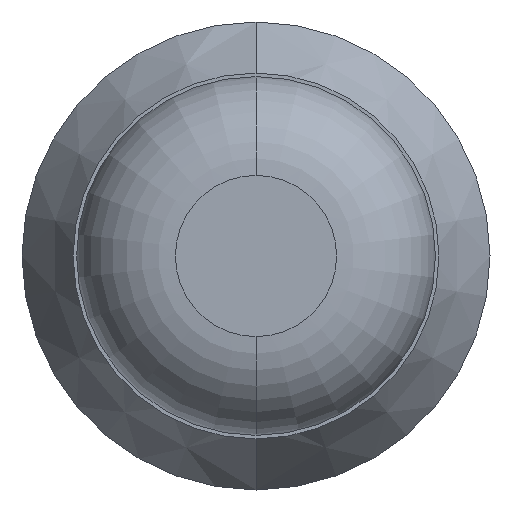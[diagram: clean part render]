
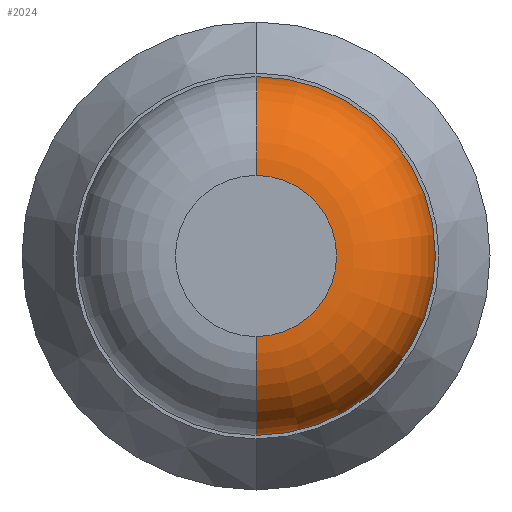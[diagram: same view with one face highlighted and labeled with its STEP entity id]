
A CAD part, front view. The second image highlights one B-rep face of the part: STEP entity #2024.
In plain terms, the highlighted toroidal (fillet/blend) face has major radius 0.155 mm and minor radius 0.19 mm.
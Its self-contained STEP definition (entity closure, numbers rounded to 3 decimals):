
#118 = AXIS2_PLACEMENT_3D ( 'NONE', #158, #2463, #816 ) ;
#134 = CARTESIAN_POINT ( 'NONE',  ( 0., -12.51, 0.345 ) ) ;
#158 = CARTESIAN_POINT ( 'NONE',  ( 0., -12.51, 0. ) ) ;
#267 = AXIS2_PLACEMENT_3D ( 'NONE', #4106, #1787, #3822 ) ;
#296 = EDGE_CURVE ( 'Defeature ausgef�hrt1_3+Defeature ausgef�hrt1_4+Defeature ausgef�hrt1_4+Defeature ausgef�hrt1_4', #575, #3626, #4199, .T. ) ;
#574 = EDGE_CURVE ( 'Defeature ausgef�hrt1_1+Defeature ausgef�hrt1_3+Defeature ausgef�hrt1_3+Defeature ausgef�hrt1_3', #3621, #3111, #2841, .T. ) ;
#575 = VERTEX_POINT ( 'NONE', #832 ) ;
#816 = DIRECTION ( 'NONE',  ( 0., 0., 1. ) ) ;
#832 = CARTESIAN_POINT ( 'NONE',  ( 0., -12.7, 0.155 ) ) ;
#878 = CIRCLE ( 'NONE', #3852, 0.19 ) ;
#959 = EDGE_LOOP ( 'NONE', ( #2633, #3742, #3097, #1063 ) ) ;
#1063 = ORIENTED_EDGE ( 'NONE', *, *, #4027, .F. ) ;
#1101 = DIRECTION ( 'NONE',  ( -1., 0., 0. ) ) ;
#1404 = AXIS2_PLACEMENT_3D ( 'NONE', #4109, #1101, #3117 ) ;
#1472 = CARTESIAN_POINT ( 'NONE',  ( 0., -12.51, 0. ) ) ;
#1717 = FACE_OUTER_BOUND ( 'NONE', #959, .T. ) ;
#1787 = DIRECTION ( 'NONE',  ( 0., 1., 0. ) ) ;
#1888 = EDGE_CURVE ( 'NONE', #3626, #3111, #878, .T. ) ;
#2024 = ADVANCED_FACE ( 'Defeature ausgef�hrt1_3', ( #1717 ), #3605, .T. ) ;
#2074 = CARTESIAN_POINT ( 'NONE',  ( 0., -12.51, -0.345 ) ) ;
#2153 = DIRECTION ( 'NONE',  ( 0., 0., 1. ) ) ;
#2396 = CARTESIAN_POINT ( 'NONE',  ( 0., -12.51, -0.155 ) ) ;
#2463 = DIRECTION ( 'NONE',  ( 0., 1., 0. ) ) ;
#2633 = ORIENTED_EDGE ( 'NONE', *, *, #296, .T. ) ;
#2752 = DIRECTION ( 'NONE',  ( 0., 0., -1. ) ) ;
#2841 = CIRCLE ( 'NONE', #118, 0.345 ) ;
#3076 = DIRECTION ( 'NONE',  ( 1., 0., 0. ) ) ;
#3097 = ORIENTED_EDGE ( 'NONE', *, *, #574, .F. ) ;
#3111 = VERTEX_POINT ( 'NONE', #2074 ) ;
#3117 = DIRECTION ( 'NONE',  ( 0., 0., 1. ) ) ;
#3442 = CIRCLE ( 'NONE', #1404, 0.19 ) ;
#3605 = TOROIDAL_SURFACE ( 'NONE', #3766, 0.155, 0.19 ) ;
#3621 = VERTEX_POINT ( 'NONE', #134 ) ;
#3626 = VERTEX_POINT ( 'NONE', #3860 ) ;
#3742 = ORIENTED_EDGE ( 'NONE', *, *, #1888, .T. ) ;
#3766 = AXIS2_PLACEMENT_3D ( 'NONE', #1472, #4169, #2153 ) ;
#3822 = DIRECTION ( 'NONE',  ( 0., 0., 1. ) ) ;
#3852 = AXIS2_PLACEMENT_3D ( 'NONE', #2396, #3076, #2752 ) ;
#3860 = CARTESIAN_POINT ( 'NONE',  ( 0., -12.7, -0.155 ) ) ;
#4027 = EDGE_CURVE ( 'NONE', #575, #3621, #3442, .T. ) ;
#4106 = CARTESIAN_POINT ( 'NONE',  ( 0., -12.7, 0. ) ) ;
#4109 = CARTESIAN_POINT ( 'NONE',  ( 0., -12.51, 0.155 ) ) ;
#4169 = DIRECTION ( 'NONE',  ( 0., 1., 0. ) ) ;
#4199 = CIRCLE ( 'NONE', #267, 0.155 ) ;
